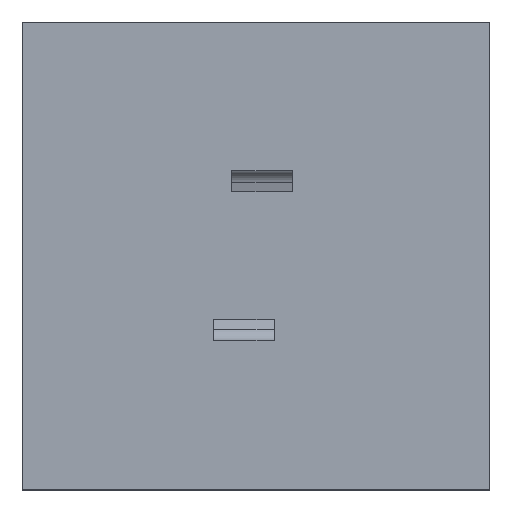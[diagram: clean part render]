
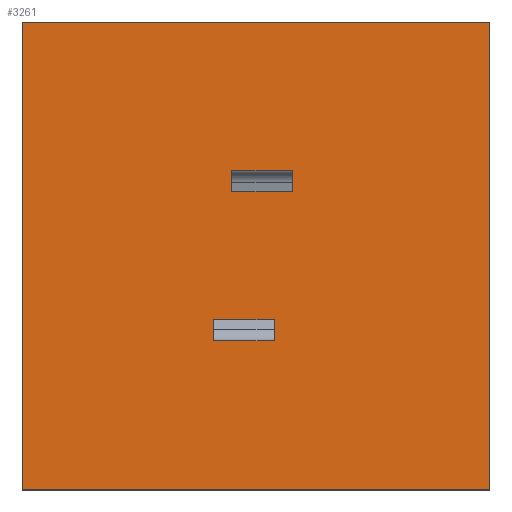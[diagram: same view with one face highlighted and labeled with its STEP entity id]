
A CAD part, top view. The second image highlights one B-rep face of the part: STEP entity #3261.
In plain terms, the highlighted planar face has unit normal (0, 0, 1).
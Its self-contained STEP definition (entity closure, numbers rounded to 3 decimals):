
#96=FACE_BOUND('',#548,.T.);
#97=FACE_BOUND('',#549,.T.);
#340=FACE_OUTER_BOUND('',#547,.T.);
#547=EDGE_LOOP('',(#2741,#2742,#2743,#2744));
#548=EDGE_LOOP('',(#2745,#2746,#2747,#2748));
#549=EDGE_LOOP('',(#2749,#2750,#2751,#2752));
#827=LINE('',#5189,#1201);
#831=LINE('',#5197,#1205);
#834=LINE('',#5203,#1208);
#837=LINE('',#5208,#1211);
#839=LINE('',#5213,#1213);
#843=LINE('',#5221,#1217);
#846=LINE('',#5227,#1220);
#849=LINE('',#5232,#1223);
#863=LINE('',#5263,#1237);
#867=LINE('',#5271,#1241);
#870=LINE('',#5277,#1244);
#873=LINE('',#5282,#1247);
#1201=VECTOR('',#4267,10.);
#1205=VECTOR('',#4273,10.);
#1208=VECTOR('',#4278,10.);
#1211=VECTOR('',#4283,10.);
#1213=VECTOR('',#4287,10.);
#1217=VECTOR('',#4293,10.);
#1220=VECTOR('',#4298,10.);
#1223=VECTOR('',#4303,10.);
#1237=VECTOR('',#4331,10.);
#1241=VECTOR('',#4337,10.);
#1244=VECTOR('',#4342,10.);
#1247=VECTOR('',#4347,10.);
#1535=VERTEX_POINT('',#5187);
#1536=VERTEX_POINT('',#5188);
#1539=VERTEX_POINT('',#5196);
#1541=VERTEX_POINT('',#5202);
#1543=VERTEX_POINT('',#5211);
#1544=VERTEX_POINT('',#5212);
#1547=VERTEX_POINT('',#5220);
#1549=VERTEX_POINT('',#5226);
#1559=VERTEX_POINT('',#5261);
#1560=VERTEX_POINT('',#5262);
#1563=VERTEX_POINT('',#5270);
#1565=VERTEX_POINT('',#5276);
#1926=EDGE_CURVE('',#1535,#1536,#827,.T.);
#1930=EDGE_CURVE('',#1536,#1539,#831,.T.);
#1933=EDGE_CURVE('',#1539,#1541,#834,.T.);
#1936=EDGE_CURVE('',#1541,#1535,#837,.T.);
#1938=EDGE_CURVE('',#1543,#1544,#839,.T.);
#1942=EDGE_CURVE('',#1544,#1547,#843,.T.);
#1945=EDGE_CURVE('',#1547,#1549,#846,.T.);
#1948=EDGE_CURVE('',#1549,#1543,#849,.T.);
#1962=EDGE_CURVE('',#1559,#1560,#863,.T.);
#1966=EDGE_CURVE('',#1563,#1559,#867,.T.);
#1969=EDGE_CURVE('',#1565,#1563,#870,.T.);
#1972=EDGE_CURVE('',#1560,#1565,#873,.T.);
#2741=ORIENTED_EDGE('',*,*,#1972,.F.);
#2742=ORIENTED_EDGE('',*,*,#1962,.F.);
#2743=ORIENTED_EDGE('',*,*,#1966,.F.);
#2744=ORIENTED_EDGE('',*,*,#1969,.F.);
#2745=ORIENTED_EDGE('',*,*,#1933,.T.);
#2746=ORIENTED_EDGE('',*,*,#1936,.T.);
#2747=ORIENTED_EDGE('',*,*,#1926,.T.);
#2748=ORIENTED_EDGE('',*,*,#1930,.T.);
#2749=ORIENTED_EDGE('',*,*,#1945,.T.);
#2750=ORIENTED_EDGE('',*,*,#1948,.T.);
#2751=ORIENTED_EDGE('',*,*,#1938,.T.);
#2752=ORIENTED_EDGE('',*,*,#1942,.T.);
#3080=PLANE('',#3600);
#3261=ADVANCED_FACE('',(#340,#96,#97),#3080,.T.);
#3600=AXIS2_PLACEMENT_3D('',#5284,#4349,#4350);
#4267=DIRECTION('',(1.,0.,0.));
#4273=DIRECTION('',(0.,-1.,0.));
#4278=DIRECTION('',(-1.,0.,0.));
#4283=DIRECTION('',(0.,1.,0.));
#4287=DIRECTION('',(-1.,0.,0.));
#4293=DIRECTION('',(0.,1.,0.));
#4298=DIRECTION('',(1.,0.,0.));
#4303=DIRECTION('',(0.,-1.,0.));
#4331=DIRECTION('',(0.,1.,0.));
#4337=DIRECTION('',(-1.,0.,0.));
#4342=DIRECTION('',(0.,-1.,0.));
#4347=DIRECTION('',(1.,0.,0.));
#4349=DIRECTION('center_axis',(0.,0.,1.));
#4350=DIRECTION('ref_axis',(-1.,0.,0.));
#5187=CARTESIAN_POINT('',(23.5,28.,-16.485));
#5188=CARTESIAN_POINT('',(43.5,28.,-16.485));
#5189=CARTESIAN_POINT('',(37.5,28.,-16.485));
#5196=CARTESIAN_POINT('',(43.5,21.,-16.485));
#5197=CARTESIAN_POINT('',(43.5,10.5,-16.485));
#5202=CARTESIAN_POINT('',(23.5,21.,-16.485));
#5203=CARTESIAN_POINT('',(27.5,21.,-16.485));
#5208=CARTESIAN_POINT('',(23.5,14.,-16.485));
#5211=CARTESIAN_POINT('',(37.5,-28.,-16.485));
#5212=CARTESIAN_POINT('',(17.5,-28.,-16.485));
#5213=CARTESIAN_POINT('',(24.5,-28.,-16.485));
#5220=CARTESIAN_POINT('',(17.5,-21.,-16.485));
#5221=CARTESIAN_POINT('',(17.5,-10.5,-16.485));
#5226=CARTESIAN_POINT('',(37.5,-21.,-16.485));
#5227=CARTESIAN_POINT('',(34.5,-21.,-16.485));
#5232=CARTESIAN_POINT('',(37.5,-14.,-16.485));
#5261=CARTESIAN_POINT('',(-45.5,-77.,-16.485));
#5262=CARTESIAN_POINT('',(-45.5,77.,-16.485));
#5263=CARTESIAN_POINT('',(-45.5,-37.5,-16.485));
#5270=CARTESIAN_POINT('',(108.5,-77.,-16.485));
#5271=CARTESIAN_POINT('',(69.,-77.,-16.485));
#5276=CARTESIAN_POINT('',(108.5,77.,-16.485));
#5277=CARTESIAN_POINT('',(108.5,37.5,-16.485));
#5282=CARTESIAN_POINT('',(-6.,77.,-16.485));
#5284=CARTESIAN_POINT('Origin',(31.5,0.,-16.485));
